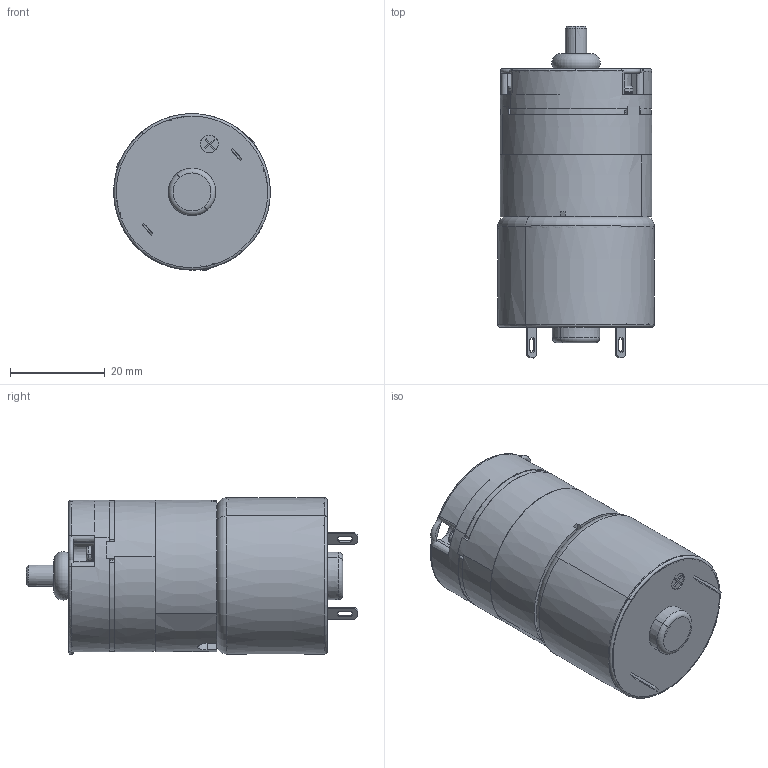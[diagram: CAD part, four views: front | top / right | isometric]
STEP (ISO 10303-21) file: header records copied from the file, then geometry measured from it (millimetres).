
FILE_DESCRIPTION((''),'2;1');
FILE_NAME('KPM32A-12B_ASM','2018-03-23T',('zhonghf'),(''),'CREO PARAMETRIC BY PTC INC, 2014190','CREO PARAMETRIC BY PTC INC, 2014190','');
FILE_SCHEMA(('CONFIG_CONTROL_DESIGN'));
Products named in the file (1): KPM32A-12B_ASM
Bounding box: 33 x 70 x 33.04 mm (x, y, z)
Surface area: 22754.6 mm2 (no closed solid volume)
Topology: 0 solids, 0 shells, 468 faces, 2474 edges, 2430 vertices
Faces by surface type: bspline 411, torus 57
Entity records: 49120 total; most frequent: CARTESIAN_POINT 19683, DIRECTION 3784, TRIMMED_CURVE 3092, VECTOR 2514, LINE 2514, DEFINITIONAL_REPRESENTATION 2386, PCURVE 2386, COMPOSITE_CURVE_SEGMENT 2386
